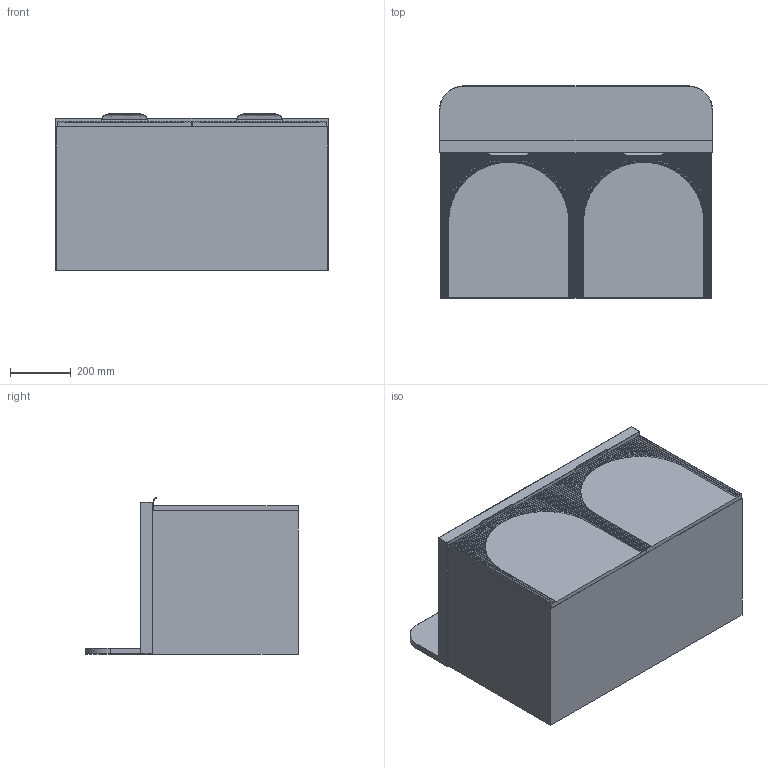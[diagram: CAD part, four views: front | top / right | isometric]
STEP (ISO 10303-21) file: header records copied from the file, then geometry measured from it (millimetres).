
FILE_DESCRIPTION (( 'STEP AP214' ), '1' );
FILE_NAME ('900 Archie.STEP', '2022-02-16T04:16:29', ( '' ), ( '' ), 'SwSTEP 2.0', 'SolidWorks 2021', '' );
FILE_SCHEMA (( 'AUTOMOTIVE_DESIGN' ));
Length unit declared in the file: millimetre
Products named in the file (4): 900 Archie; Arch Panel; 900 Carcass; Carlisle
Assembly tree (5 placements, depth 2):
  900 Archie
    900 Carcass
    Arch Panel  x2
    Carlisle  x2
Bounding box: 900 x 700 x 515.21 mm (x, y, z)
Volume: 58364002.2 mm3; surface area: 5871791.1 mm2
Topology: 7 solids, 7 shells, 491 faces, 1220 edges, 740 vertices
Faces by surface type: plane 349, cone 88, cylinder 26, bspline 20, torus 4, sphere 4
Entity records: 8692 total; most frequent: CARTESIAN_POINT 2264, ORIENTED_EDGE 1342, DIRECTION 1231, EDGE_CURVE 671, LINE 427, VECTOR 427, VERTEX_POINT 408, AXIS2_PLACEMENT_3D 402
